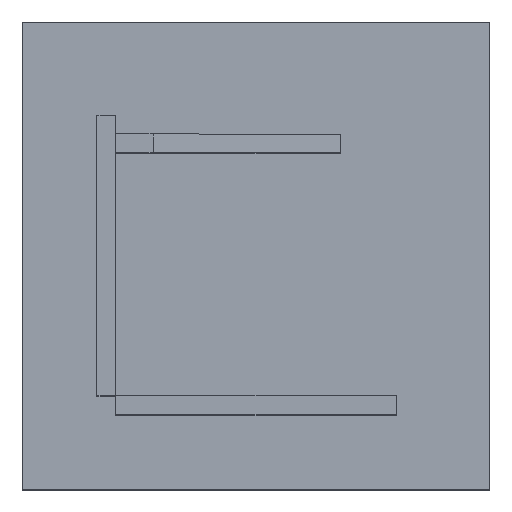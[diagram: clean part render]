
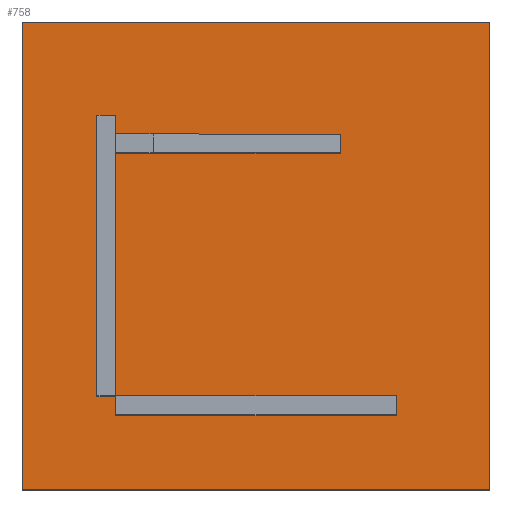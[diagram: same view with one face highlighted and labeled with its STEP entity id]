
A CAD part, top view. The second image highlights one B-rep face of the part: STEP entity #758.
In plain terms, the highlighted planar face has unit normal (0, 0, 1).
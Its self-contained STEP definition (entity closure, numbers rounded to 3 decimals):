
#17 = CARTESIAN_POINT ( 'NONE',  ( 250., 0., 10. ) ) ;
#40 = VECTOR ( 'NONE', #759, 1000. ) ;
#56 = DIRECTION ( 'NONE',  ( 0., 1., 0. ) ) ;
#80 = VECTOR ( 'NONE', #56, 1000. ) ;
#192 = VERTEX_POINT ( 'NONE', #226 ) ;
#202 = CARTESIAN_POINT ( 'NONE',  ( 250., 0., 10. ) ) ;
#219 = CARTESIAN_POINT ( 'NONE',  ( 0., 0., 10. ) ) ;
#220 = AXIS2_PLACEMENT_3D ( 'NONE', #935, #347, #791 ) ;
#226 = CARTESIAN_POINT ( 'NONE',  ( 0., 250., 10. ) ) ;
#238 = EDGE_CURVE ( 'NONE', #374, #192, #702, .T. ) ;
#239 = FACE_OUTER_BOUND ( 'NONE', #703, .T. ) ;
#285 = LINE ( 'NONE', #202, #80 ) ;
#287 = DIRECTION ( 'NONE',  ( 0., -1., 0. ) ) ;
#292 = EDGE_CURVE ( 'NONE', #192, #356, #471, .T. ) ;
#308 = CARTESIAN_POINT ( 'NONE',  ( 0., 0., 10. ) ) ;
#347 = DIRECTION ( 'NONE',  ( 0., 0., -1. ) ) ;
#356 = VERTEX_POINT ( 'NONE', #729 ) ;
#369 = CARTESIAN_POINT ( 'NONE',  ( 0., 250., 10. ) ) ;
#374 = VERTEX_POINT ( 'NONE', #887 ) ;
#432 = DIRECTION ( 'NONE',  ( -1., 0., 0. ) ) ;
#445 = ORIENTED_EDGE ( 'NONE', *, *, #292, .T. ) ;
#457 = EDGE_CURVE ( 'NONE', #356, #534, #811, .T. ) ;
#471 = LINE ( 'NONE', #219, #846 ) ;
#500 = VECTOR ( 'NONE', #432, 1000. ) ;
#504 = ORIENTED_EDGE ( 'NONE', *, *, #238, .T. ) ;
#534 = VERTEX_POINT ( 'NONE', #17 ) ;
#635 = PLANE ( 'NONE',  #220 ) ;
#702 = LINE ( 'NONE', #369, #500 ) ;
#703 = EDGE_LOOP ( 'NONE', ( #445, #860, #837, #504 ) ) ;
#729 = CARTESIAN_POINT ( 'NONE',  ( 0., 0., 10. ) ) ;
#758 = ADVANCED_FACE ( 'NONE', ( #239 ), #635, .F. ) ;
#759 = DIRECTION ( 'NONE',  ( 1., 0., 0. ) ) ;
#791 = DIRECTION ( 'NONE',  ( -1., 0., 0. ) ) ;
#811 = LINE ( 'NONE', #308, #40 ) ;
#837 = ORIENTED_EDGE ( 'NONE', *, *, #855, .T. ) ;
#846 = VECTOR ( 'NONE', #287, 1000. ) ;
#855 = EDGE_CURVE ( 'NONE', #534, #374, #285, .T. ) ;
#860 = ORIENTED_EDGE ( 'NONE', *, *, #457, .T. ) ;
#887 = CARTESIAN_POINT ( 'NONE',  ( 250., 250., 10. ) ) ;
#935 = CARTESIAN_POINT ( 'NONE',  ( 0., 0., 10. ) ) ;
